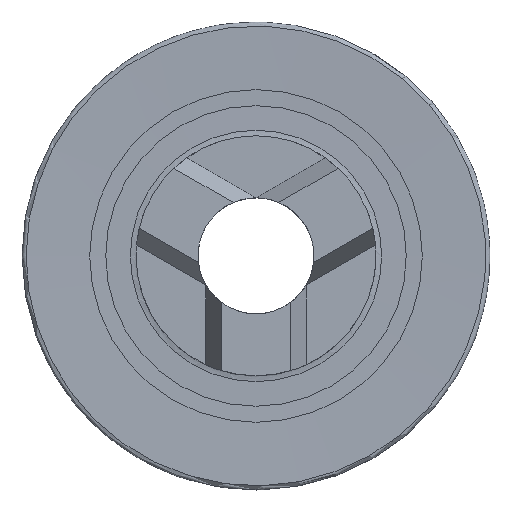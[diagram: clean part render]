
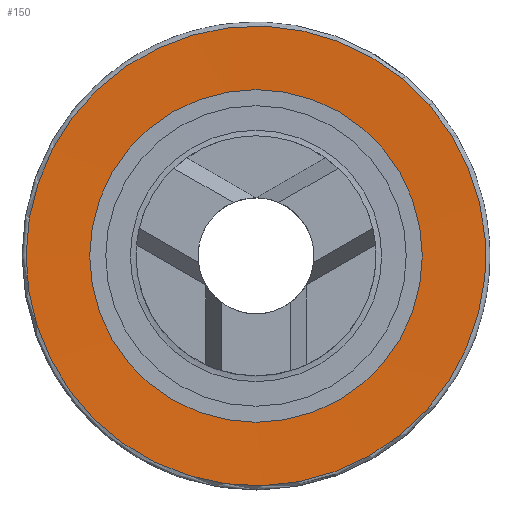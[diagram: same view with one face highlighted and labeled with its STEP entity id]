
A CAD part, top view. The second image highlights one B-rep face of the part: STEP entity #150.
In plain terms, the highlighted conical face has half-angle 88.6 degrees and reference radius 5.748 mm.
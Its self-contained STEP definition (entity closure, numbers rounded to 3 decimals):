
#70=B_SPLINE_CURVE_WITH_KNOTS('',3,(#927,#928,#929,#930,#931,#932,#933,
#934,#935,#936,#937,#938,#939,#940,#941,#942,#943,#944),.UNSPECIFIED.,.T.,
 .F.,(2,2,2,2,2,2,2,2,2,2,2),(-0.125,0.,0.125,0.25,0.375,0.5,0.625,0.75,
0.875,1.,1.125),.UNSPECIFIED.);
#73=CONICAL_SURFACE('',#581,5.748,88.6);
#150=ADVANCED_FACE('',(#197,#198),#73,.F.);
#197=FACE_BOUND('',#245,.T.);
#198=FACE_BOUND('',#246,.T.);
#245=EDGE_LOOP('',(#351));
#246=EDGE_LOOP('',(#352));
#351=ORIENTED_EDGE('',*,*,#448,.T.);
#352=ORIENTED_EDGE('',*,*,#447,.F.);
#394=VERTEX_POINT('',#945);
#395=VERTEX_POINT('',#948);
#447=EDGE_CURVE('',#394,#394,#70,.T.);
#448=EDGE_CURVE('',#395,#395,#473,.T.);
#473=CIRCLE('',#580,4.159);
#580=AXIS2_PLACEMENT_3D('',#947,#704,#705);
#581=AXIS2_PLACEMENT_3D('',#949,#706,#707);
#704=DIRECTION('',(0.,0.,-1.));
#705=DIRECTION('',(-1.,0.,0.));
#706=DIRECTION('',(0.,0.,1.));
#707=DIRECTION('',(1.,0.,0.));
#927=CARTESIAN_POINT('',(-5.749,-1.505,-2.09));
#928=CARTESIAN_POINT('',(-5.749,1.505,-2.09));
#929=CARTESIAN_POINT('',(-5.129,3.001,-2.09));
#930=CARTESIAN_POINT('',(-3.001,5.129,-2.09));
#931=CARTESIAN_POINT('',(-1.505,5.749,-2.09));
#932=CARTESIAN_POINT('',(1.505,5.749,-2.09));
#933=CARTESIAN_POINT('',(3.001,5.129,-2.09));
#934=CARTESIAN_POINT('',(5.129,3.001,-2.09));
#935=CARTESIAN_POINT('',(5.749,1.505,-2.09));
#936=CARTESIAN_POINT('',(5.749,-1.505,-2.09));
#937=CARTESIAN_POINT('',(5.129,-3.001,-2.09));
#938=CARTESIAN_POINT('',(3.001,-5.129,-2.09));
#939=CARTESIAN_POINT('',(1.505,-5.749,-2.09));
#940=CARTESIAN_POINT('',(-1.505,-5.749,-2.09));
#941=CARTESIAN_POINT('',(-3.001,-5.129,-2.09));
#942=CARTESIAN_POINT('',(-5.129,-3.001,-2.09));
#943=CARTESIAN_POINT('',(-5.749,-1.505,-2.09));
#944=CARTESIAN_POINT('',(-5.749,1.505,-2.09));
#945=CARTESIAN_POINT('',(-5.749,0.,-2.09));
#947=CARTESIAN_POINT('',(0.,0.,-2.129));
#948=CARTESIAN_POINT('',(-4.159,0.,-2.129));
#949=CARTESIAN_POINT('',(0.,0.,-2.09));
